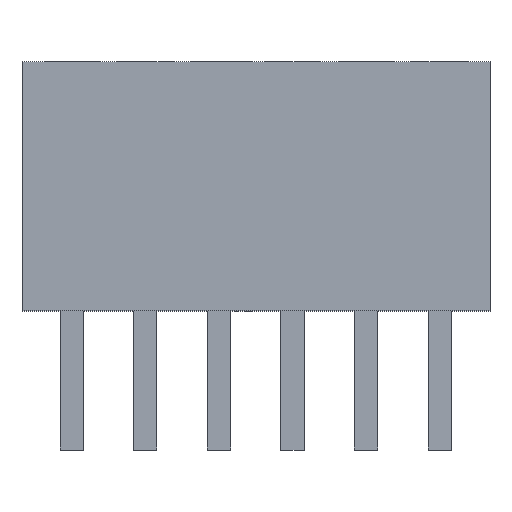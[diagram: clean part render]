
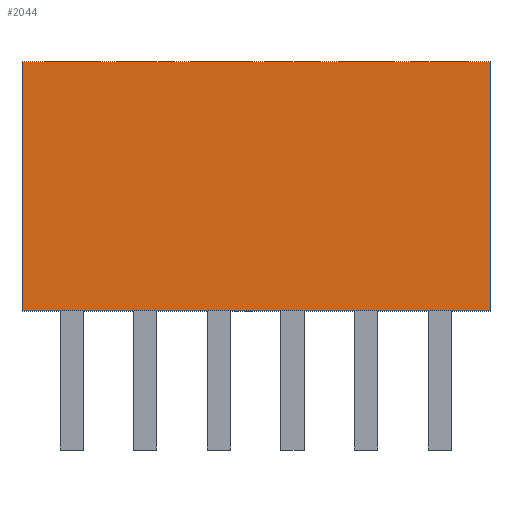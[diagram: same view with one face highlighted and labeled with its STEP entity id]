
A CAD part, top view. The second image highlights one B-rep face of the part: STEP entity #2044.
In plain terms, the highlighted planar face has unit normal (0, 0, 1).
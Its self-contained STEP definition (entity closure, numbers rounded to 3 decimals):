
#13=DIRECTION('',(1.,0.,0.));
#14=VECTOR('',#13,8.08);
#15=CARTESIAN_POINT('',(-4.04,0.,1.5));
#16=LINE('3706',#15,#14);
#253=DIRECTION('',(0.,-1.,0.));
#254=VECTOR('',#253,4.3);
#255=CARTESIAN_POINT('',(4.04,0.,1.5));
#256=LINE('3713',#255,#254);
#465=DIRECTION('',(1.,0.,0.));
#466=VECTOR('',#465,8.08);
#467=CARTESIAN_POINT('',(-4.04,-4.3,1.5));
#468=LINE('3709',#467,#466);
#473=DIRECTION('',(0.,-1.,0.));
#474=VECTOR('',#473,4.3);
#475=CARTESIAN_POINT('',(-4.04,0.,1.5));
#476=LINE('3712',#475,#474);
#1250=CARTESIAN_POINT('',(-4.04,0.,1.5));
#1252=VERTEX_POINT('',#1250);
#1253=CARTESIAN_POINT('',(4.04,0.,1.5));
#1254=VERTEX_POINT('',#1253);
#1257=CARTESIAN_POINT('',(-4.04,-4.3,1.5));
#1258=CARTESIAN_POINT('',(4.04,-4.3,1.5));
#1259=VERTEX_POINT('',#1257);
#1260=VERTEX_POINT('',#1258);
#2033=CARTESIAN_POINT('',(-4.04,0.,1.5));
#2034=DIRECTION('',(0.,0.,1.));
#2035=DIRECTION('',(1.,0.,0.));
#2036=AXIS2_PLACEMENT_3D('',#2033,#2034,#2035);
#2037=PLANE('3578',#2036);
#2038=ORIENTED_EDGE('3706',*,*,#1676,.T.);
#2039=ORIENTED_EDGE('3713',*,*,#1865,.T.);
#2040=ORIENTED_EDGE('3709',*,*,#2027,.F.);
#2041=ORIENTED_EDGE('3712',*,*,#1813,.F.);
#2042=EDGE_LOOP('3578',(#2038,#2039,#2040,#2041));
#2043=FACE_OUTER_BOUND('3578',#2042,.F.);
#2044=ADVANCED_FACE('3578',(#2043),#2037,.T.);
#1676=EDGE_CURVE('3706',#1252,#1254,#16,.T.);
#1813=EDGE_CURVE('3712',#1252,#1259,#476,.T.);
#1865=EDGE_CURVE('3713',#1254,#1260,#256,.T.);
#2027=EDGE_CURVE('3709',#1259,#1260,#468,.T.);
